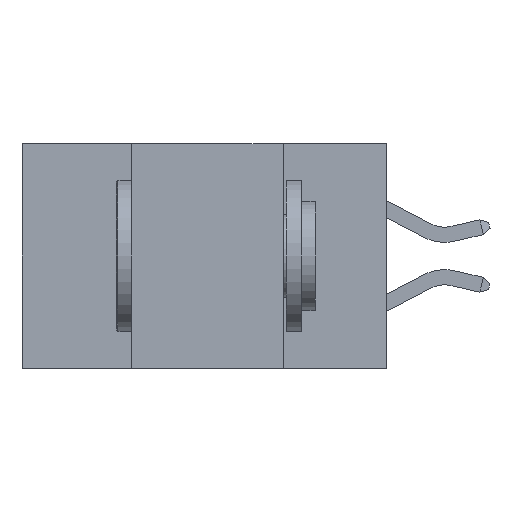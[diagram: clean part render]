
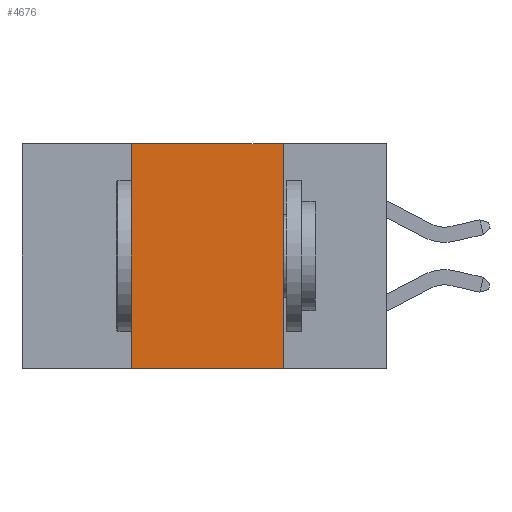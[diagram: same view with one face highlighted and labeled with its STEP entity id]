
A CAD part, left-side view. The second image highlights one B-rep face of the part: STEP entity #4676.
In plain terms, the highlighted planar face has unit normal (-1, 0, 0).
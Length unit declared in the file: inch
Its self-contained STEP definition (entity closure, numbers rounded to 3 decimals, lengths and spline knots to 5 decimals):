
#1791 = LINE ( 'NONE', #11360, #4361 ) ;
#2853 = LINE ( 'NONE', #9644, #5736 ) ;
#3408 = VERTEX_POINT ( 'NONE', #4796 ) ;
#3534 = DIRECTION ( 'NONE',  ( 0., 0., -1. ) ) ;
#3561 = CARTESIAN_POINT ( 'NONE',  ( 0., 0.17, 0. ) ) ;
#3638 = DIRECTION ( 'NONE',  ( 0., 0., 1. ) ) ;
#3673 = EDGE_CURVE ( 'NONE', #3408, #7548, #11072, .T. ) ;
#3687 = CARTESIAN_POINT ( 'NONE',  ( 0., 0.17, -0.37 ) ) ;
#3706 = AXIS2_PLACEMENT_3D ( 'NONE', #4592, #11873, #11866 ) ;
#4361 = VECTOR ( 'NONE', #3638, 39.37008 ) ;
#4511 = PLANE ( 'NONE',  #3706 ) ;
#4592 = CARTESIAN_POINT ( 'NONE',  ( 0., 0.6, 0. ) ) ;
#4676 = ADVANCED_FACE ( 'NONE', ( #5957 ), #4511, .F. ) ;
#4706 = ORIENTED_EDGE ( 'NONE', *, *, #3673, .F. ) ;
#4796 = CARTESIAN_POINT ( 'NONE',  ( 0., 0.42, 0. ) ) ;
#4927 = VECTOR ( 'NONE', #3534, 39.37008 ) ;
#5040 = ORIENTED_EDGE ( 'NONE', *, *, #11966, .F. ) ;
#5105 = ORIENTED_EDGE ( 'NONE', *, *, #8941, .F. ) ;
#5736 = VECTOR ( 'NONE', #7451, 39.37008 ) ;
#5957 = FACE_OUTER_BOUND ( 'NONE', #14021, .T. ) ;
#7335 = CARTESIAN_POINT ( 'NONE',  ( 0., 0.17, 0. ) ) ;
#7451 = DIRECTION ( 'NONE',  ( 0., -1., 0. ) ) ;
#7548 = VERTEX_POINT ( 'NONE', #7335 ) ;
#8085 = CARTESIAN_POINT ( 'NONE',  ( 0., 0.42, -0.37 ) ) ;
#8751 = ORIENTED_EDGE ( 'NONE', *, *, #11053, .T. ) ;
#8941 = EDGE_CURVE ( 'NONE', #7548, #11997, #13659, .T. ) ;
#9644 = CARTESIAN_POINT ( 'NONE',  ( 0., 0.6, -0.37 ) ) ;
#10451 = CARTESIAN_POINT ( 'NONE',  ( 0., 0.6, 0. ) ) ;
#10743 = VECTOR ( 'NONE', #13034, 39.37008 ) ;
#11053 = EDGE_CURVE ( 'NONE', #13541, #11997, #2853, .T. ) ;
#11072 = LINE ( 'NONE', #10451, #10743 ) ;
#11360 = CARTESIAN_POINT ( 'NONE',  ( 0., 0.42, 0. ) ) ;
#11866 = DIRECTION ( 'NONE',  ( 0., 0., -1. ) ) ;
#11873 = DIRECTION ( 'NONE',  ( 1., 0., 0. ) ) ;
#11966 = EDGE_CURVE ( 'NONE', #13541, #3408, #1791, .T. ) ;
#11997 = VERTEX_POINT ( 'NONE', #3687 ) ;
#13034 = DIRECTION ( 'NONE',  ( 0., -1., 0. ) ) ;
#13541 = VERTEX_POINT ( 'NONE', #8085 ) ;
#13659 = LINE ( 'NONE', #3561, #4927 ) ;
#14021 = EDGE_LOOP ( 'NONE', ( #5105, #4706, #5040, #8751 ) ) ;
